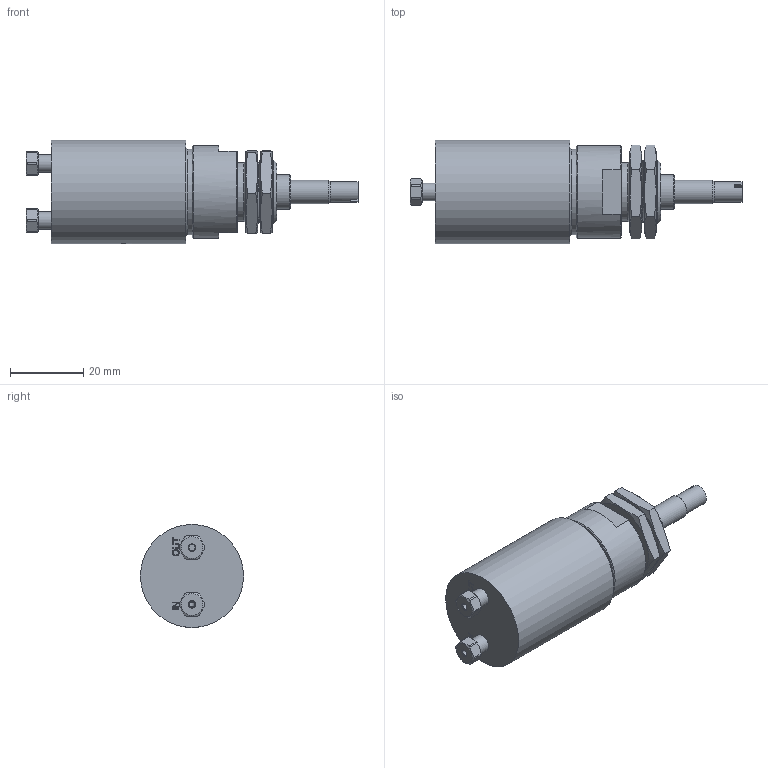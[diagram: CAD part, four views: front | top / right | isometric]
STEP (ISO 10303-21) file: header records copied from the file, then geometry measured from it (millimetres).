
FILE_DESCRIPTION((''),'2;1');
FILE_NAME('313415-PR51A60Z1 Pressure regulator.stp','2013-08-26T14:59:58',('Franzp'),(''),'Autodesk Inventor 2013','Autodesk Inventor 2013','');
FILE_SCHEMA(('AUTOMOTIVE_DESIGN { 1 0 10303 214 1 1 1 1 }'));
Length unit declared in the file: millimetre
Products named in the file (3): 3234a15; 323415; 313148
Assembly tree (3 placements, depth 2):
  3234a15
    323415
    313148  x2
Bounding box: 90.76 x 28.19 x 28.19 mm (x, y, z)
Volume: 1310.7 mm3; surface area: 10666.1 mm2
Topology: 2 solids, 13 shells, 124 faces, 394 edges, 286 vertices
Faces by surface type: plane 56, cylinder 41, cone 23, bspline 4
Full cylindrical faces by diameter (mm): 1.587 x1, 1.727 x2, 4.826 x2, 5.359 x1, 5.588 x1, 6.35 x1, 9.525 x1, 15.893 x2, 16.002 x1, 16.307 x2, 23.368 x1, 25.273 x1, 28.194 x1
Entity records: 6443 total; most frequent: CARTESIAN_POINT 3546, DIRECTION 528, ORIENTED_EDGE 481, EDGE_CURVE 295, VERTEX_POINT 238, AXIS2_PLACEMENT_3D 210, EDGE_LOOP 164, VECTOR 108
